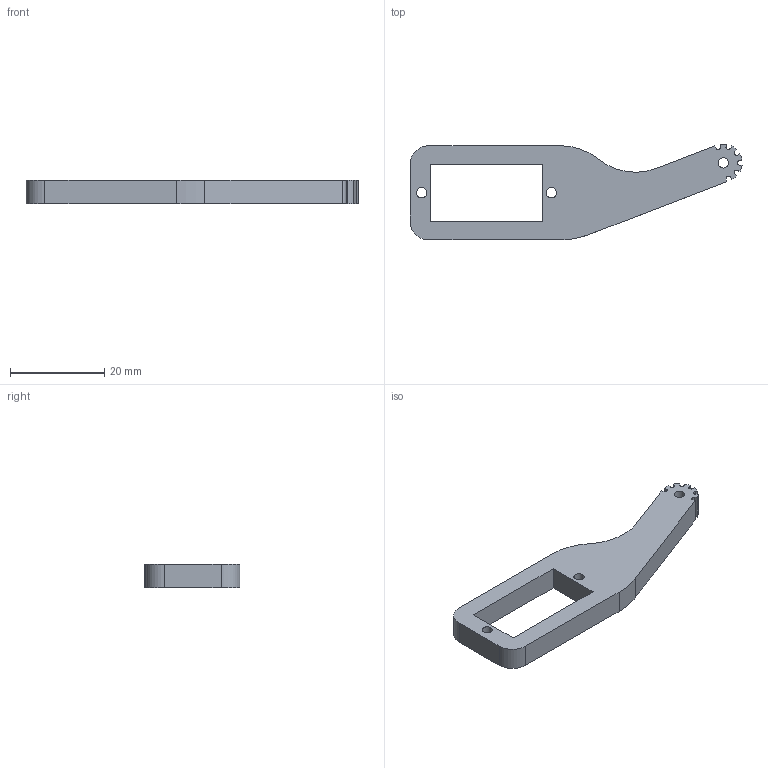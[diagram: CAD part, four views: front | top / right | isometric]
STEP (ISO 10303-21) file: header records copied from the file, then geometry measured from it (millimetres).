
FILE_DESCRIPTION(/* description */ (''),/* implementation_level */ '2;1');
FILE_NAME(/* name */ 'tibia.step',/* time_stamp */ '2025-12-07T16:09:19+01:00',/* author */ (''),/* organization */ (''),/* preprocessor_version */ 'ST-DEVELOPER v20.1',/* originating_system */ 'Autodesk Translation Framework v14.21.0.0',/* authorisation */ '');
FILE_SCHEMA (('AUTOMOTIVE_DESIGN { 1 0 10303 214 3 1 1 }'));
Length unit declared in the file: millimetre
Products named in the file (1): tibia
Bounding box: 70.53 x 20.35 x 5 mm (x, y, z)
Volume: 3780.8 mm3; surface area: 2851.2 mm2
Topology: 1 solids, 1 shells, 42 faces, 120 edges, 80 vertices
Faces by surface type: plane 23, cylinder 19
Full cylindrical faces by diameter (mm): 2.2 x3
Entity records: 1438 total; most frequent: DIRECTION 244, CARTESIAN_POINT 243, ORIENTED_EDGE 240, EDGE_CURVE 120, LINE 82, VECTOR 82, AXIS2_PLACEMENT_3D 81, VERTEX_POINT 80
